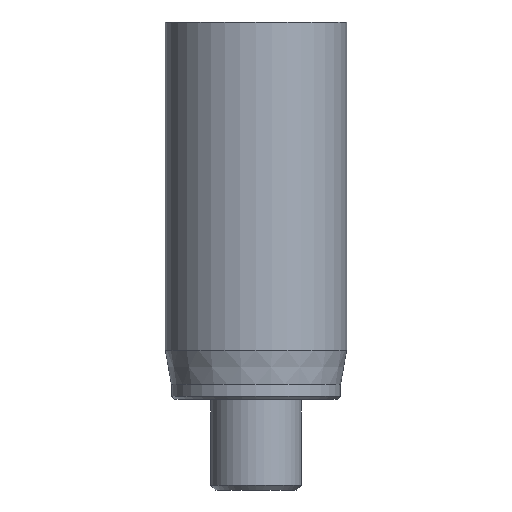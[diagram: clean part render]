
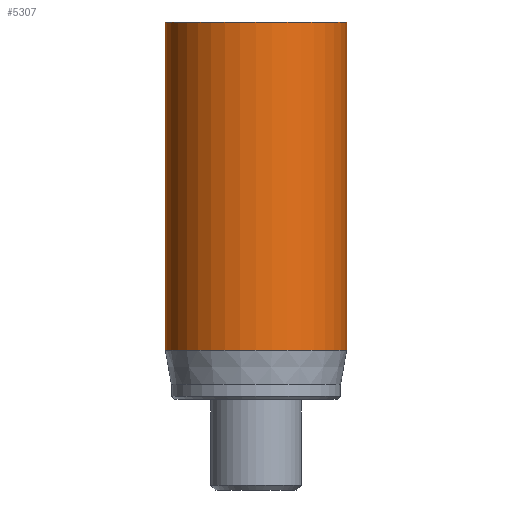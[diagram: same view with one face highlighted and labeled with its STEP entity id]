
A CAD part, front view. The second image highlights one B-rep face of the part: STEP entity #5307.
In plain terms, the highlighted cylindrical face has radius 6 mm (diameter 12 mm), a full revolution.
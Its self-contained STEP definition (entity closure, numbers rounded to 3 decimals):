
#40=CYLINDRICAL_SURFACE('',#5537,6.);
#58=CIRCLE('',#5505,6.);
#74=CIRCLE('',#5535,6.);
#75=CIRCLE('',#5536,6.);
#840=FACE_OUTER_BOUND('',#1149,.T.);
#1149=EDGE_LOOP('',(#4797,#4798,#4799,#4800,#4801));
#1583=LINE('',#9861,#2021);
#2021=VECTOR('',#6259,6.);
#2521=VERTEX_POINT('',#9801);
#2537=VERTEX_POINT('',#9855);
#2538=VERTEX_POINT('',#9856);
#3276=EDGE_CURVE('',#2521,#2521,#58,.T.);
#3300=EDGE_CURVE('',#2537,#2538,#74,.T.);
#3301=EDGE_CURVE('',#2538,#2537,#75,.T.);
#3303=EDGE_CURVE('',#2521,#2537,#1583,.T.);
#4797=ORIENTED_EDGE('',*,*,#3276,.T.);
#4798=ORIENTED_EDGE('',*,*,#3303,.T.);
#4799=ORIENTED_EDGE('',*,*,#3300,.T.);
#4800=ORIENTED_EDGE('',*,*,#3301,.T.);
#4801=ORIENTED_EDGE('',*,*,#3303,.F.);
#5307=ADVANCED_FACE('',(#840),#40,.T.);
#5505=AXIS2_PLACEMENT_3D('',#9802,#6184,#6185);
#5535=AXIS2_PLACEMENT_3D('',#9857,#6252,#6253);
#5536=AXIS2_PLACEMENT_3D('',#9858,#6254,#6255);
#5537=AXIS2_PLACEMENT_3D('',#9860,#6257,#6258);
#6184=DIRECTION('center_axis',(0.,0.,-1.));
#6185=DIRECTION('ref_axis',(-1.,0.,0.));
#6252=DIRECTION('center_axis',(0.,0.,1.));
#6253=DIRECTION('ref_axis',(-1.,0.,0.));
#6254=DIRECTION('center_axis',(0.,0.,1.));
#6255=DIRECTION('ref_axis',(-1.,0.,0.));
#6257=DIRECTION('center_axis',(0.,0.,1.));
#6258=DIRECTION('ref_axis',(-1.,0.,0.));
#6259=DIRECTION('',(0.,0.,-1.));
#9801=CARTESIAN_POINT('',(6.,0.,25.));
#9802=CARTESIAN_POINT('Origin',(0.,0.,25.));
#9855=CARTESIAN_POINT('',(6.,0.,3.269));
#9856=CARTESIAN_POINT('',(-6.,0.,3.269));
#9857=CARTESIAN_POINT('Origin',(0.,0.,3.269));
#9858=CARTESIAN_POINT('Origin',(0.,0.,3.269));
#9860=CARTESIAN_POINT('Origin',(0.,0.,0.));
#9861=CARTESIAN_POINT('',(6.,0.,0.));
